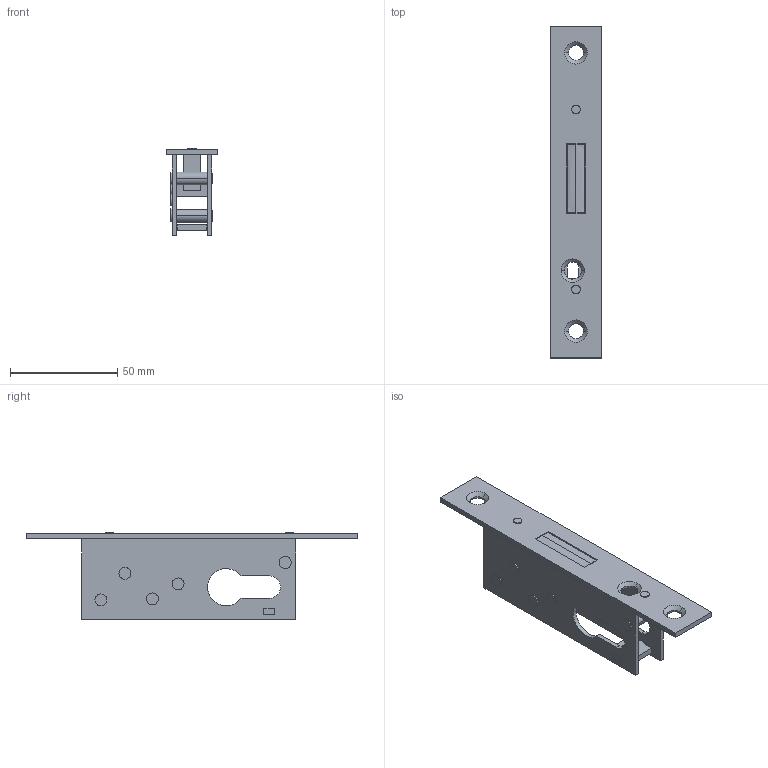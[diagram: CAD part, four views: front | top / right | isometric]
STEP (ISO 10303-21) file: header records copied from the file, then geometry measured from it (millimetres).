
FILE_DESCRIPTION (( 'STEP AP203' ), '1' );
FILE_NAME ('40110-25.step', '2020-12-08T13:03:54', ( '' ), ( '' ), 'SwSTEP 2.0', 'SolidWorks 2018', '' );
FILE_SCHEMA (( 'CONFIG_CONTROL_DESIGN' ));
Length unit declared in the file: millimetre
Products named in the file (2): 40110-25
Bounding box: 24 x 155 x 40.4 mm (x, y, z)
Volume: 28222.1 mm3; surface area: 25385.9 mm2
Topology: 3 solids, 3 shells, 414 faces, 1107 edges, 736 vertices
Faces by surface type: plane 235, bspline 102, cylinder 71, cone 6
Entity records: 18173 total; most frequent: CARTESIAN_POINT 8184, ORIENTED_EDGE 2214, DIRECTION 1676, EDGE_CURVE 1107, LINE 752, VECTOR 752, VERTEX_POINT 736, EDGE_LOOP 475
